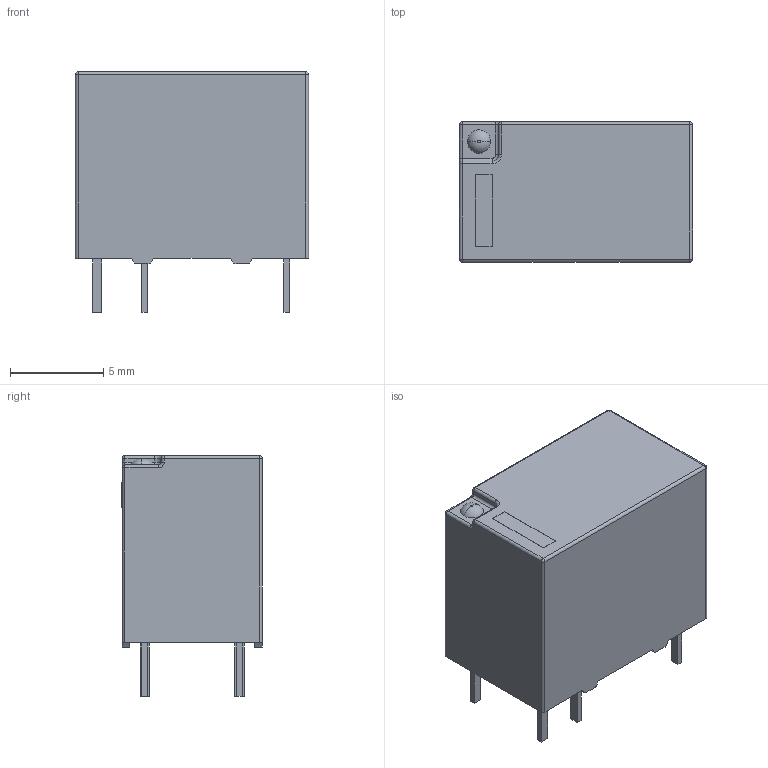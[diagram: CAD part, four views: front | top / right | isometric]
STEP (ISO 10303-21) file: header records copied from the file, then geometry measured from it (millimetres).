
FILE_DESCRIPTION (( 'STEP AP214' ), '1' );
FILE_NAME ('RELAY-TH_L12.5-W7.5-H10.0.step', '2022-07-09T13:43:05', ( '' ), ( '' ), 'SwSTEP 2.0', 'SolidWorks 2020', '' );
FILE_SCHEMA (( 'AUTOMOTIVE_DESIGN' ));
Length unit declared in the file: millimetre
Products named in the file (1): RELAY-TH_L12.5-W7.5-H10.0
Bounding box: 12.5 x 7.51 x 12.9 mm (x, y, z)
Volume: 899.5 mm3; surface area: 636.8 mm2
Topology: 1 solids, 1 shells, 385 faces, 1027 edges, 672 vertices
Faces by surface type: plane 236, bspline 112, cylinder 25, torus 6, sphere 6
Entity records: 17288 total; most frequent: CARTESIAN_POINT 4183, ORIENTED_EDGE 2042, DIRECTION 1401, EDGE_CURVE 1021, LINE 733, VECTOR 733, VERTEX_POINT 672, EDGE_LOOP 419
